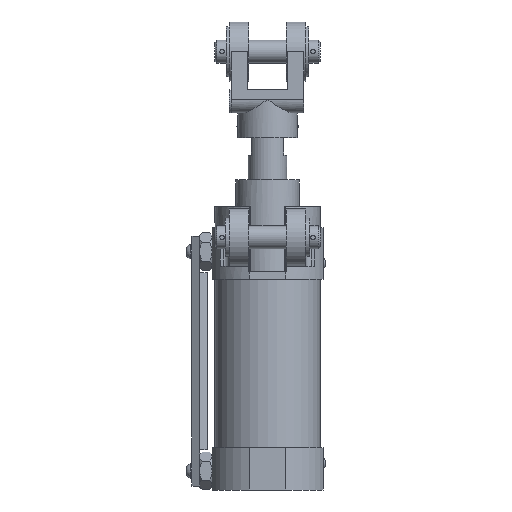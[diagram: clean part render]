
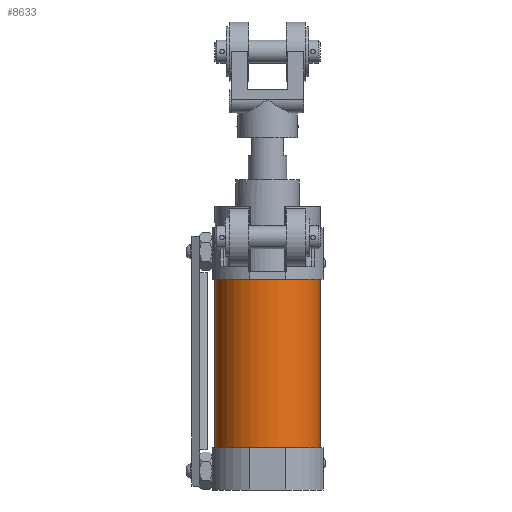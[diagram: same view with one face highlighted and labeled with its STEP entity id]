
A CAD part, front view. The second image highlights one B-rep face of the part: STEP entity #8633.
In plain terms, the highlighted cylindrical face has radius 27.5 mm (diameter 55 mm), a full revolution.
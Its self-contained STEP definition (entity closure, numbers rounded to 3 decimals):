
#2058=ORIENTED_EDGE('',*,*,#4507,.F.);
#2059=ORIENTED_EDGE('',*,*,#4502,.T.);
#4502=EDGE_CURVE('',#5714,#5714,#6474,.T.);
#4507=EDGE_CURVE('',#5715,#5715,#6475,.T.);
#5714=VERTEX_POINT('',#13628);
#5715=VERTEX_POINT('',#13635);
#6474=CIRCLE('',#9359,27.5);
#6475=CIRCLE('',#9361,27.5);
#6880=EDGE_LOOP('',(#2058));
#6881=EDGE_LOOP('',(#2059));
#7689=FACE_BOUND('',#6880,.T.);
#7690=FACE_BOUND('',#6881,.T.);
#8457=CYLINDRICAL_SURFACE('',#9360,27.5);
#8633=ADVANCED_FACE('',(#7689,#7690),#8457,.T.);
#9359=AXIS2_PLACEMENT_3D('',#13627,#10662,#10663);
#9360=AXIS2_PLACEMENT_3D('',#13633,#10668,#10669);
#9361=AXIS2_PLACEMENT_3D('',#13634,#10670,#10671);
#10662=DIRECTION('',(0.,0.,-1.));
#10663=DIRECTION('',(-1.,0.,0.));
#10668=DIRECTION('',(0.,0.,-1.));
#10669=DIRECTION('',(-1.,0.,0.));
#10670=DIRECTION('',(0.,0.,-1.));
#10671=DIRECTION('',(-1.,0.,0.));
#13627=CARTESIAN_POINT('',(0.,0.,140.));
#13628=CARTESIAN_POINT('',(-27.5,0.,140.));
#13633=CARTESIAN_POINT('',(0.,0.,0.));
#13634=CARTESIAN_POINT('',(0.,0.,52.));
#13635=CARTESIAN_POINT('',(-27.5,0.,52.));
